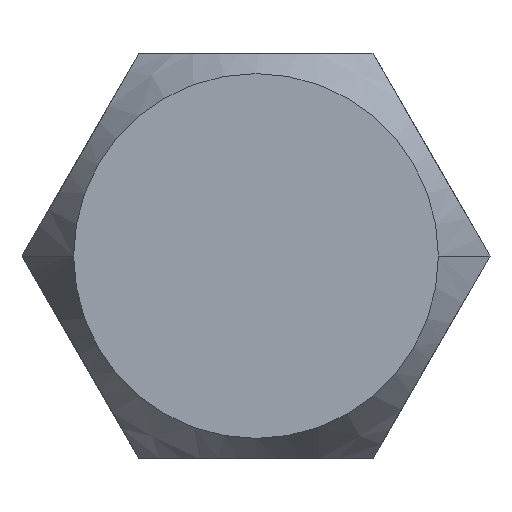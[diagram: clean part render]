
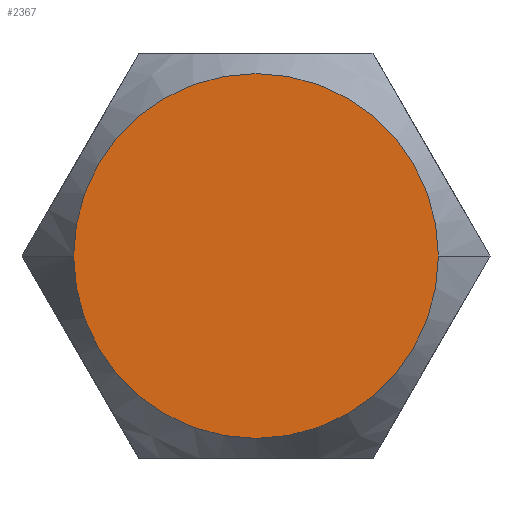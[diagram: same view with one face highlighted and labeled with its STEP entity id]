
A CAD part, front view. The second image highlights one B-rep face of the part: STEP entity #2367.
In plain terms, the highlighted planar face has unit normal (0, -1, 0).
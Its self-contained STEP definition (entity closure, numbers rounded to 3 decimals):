
#713 = FACE_OUTER_BOUND ( 'NONE', #1409, .T. ) ;
#760 = ORIENTED_EDGE ( 'NONE', *, *, #2251, .T. ) ;
#771 = CARTESIAN_POINT ( 'NONE',  ( 0., 0., 0. ) ) ;
#814 = CARTESIAN_POINT ( 'NONE',  ( 0., 0., -6.35 ) ) ;
#1081 = DIRECTION ( 'NONE',  ( 0., -1., 0. ) ) ;
#1127 = DIRECTION ( 'NONE',  ( 1., 0., 0. ) ) ;
#1164 = DIRECTION ( 'NONE',  ( 1., 0., 0. ) ) ;
#1207 = DIRECTION ( 'NONE',  ( 0., -1., 0. ) ) ;
#1371 = CARTESIAN_POINT ( 'NONE',  ( 0., 0., 0. ) ) ;
#1409 = EDGE_LOOP ( 'NONE', ( #3473, #760 ) ) ;
#1431 = DIRECTION ( 'NONE',  ( 0., -1., 0. ) ) ;
#1764 = VERTEX_POINT ( 'NONE', #2941 ) ;
#2251 = EDGE_CURVE ( 'Defeature ausgef�hrt1_28+Defeature ausgef�hrt1_29+Defeature ausgef�hrt1_29+Defeature ausgef�hrt1_29', #1764, #3318, #3750, .T. ) ;
#2349 = AXIS2_PLACEMENT_3D ( 'NONE', #1371, #1081, #2419 ) ;
#2367 = ADVANCED_FACE ( 'Defeature ausgef�hrt1_28', ( #713 ), #2549, .T. ) ;
#2419 = DIRECTION ( 'NONE',  ( 1., 0., 0. ) ) ;
#2483 = AXIS2_PLACEMENT_3D ( 'NONE', #771, #1431, #1127 ) ;
#2549 = PLANE ( 'NONE',  #4262 ) ;
#2941 = CARTESIAN_POINT ( 'NONE',  ( 2.858, 0., 0. ) ) ;
#3318 = VERTEX_POINT ( 'NONE', #3703 ) ;
#3473 = ORIENTED_EDGE ( 'NONE', *, *, #4144, .T. ) ;
#3703 = CARTESIAN_POINT ( 'NONE',  ( -2.858, 0., 0. ) ) ;
#3750 = CIRCLE ( 'NONE', #2483, 2.858 ) ;
#4118 = CIRCLE ( 'NONE', #2349, 2.858 ) ;
#4144 = EDGE_CURVE ( 'Defeature ausgef�hrt1_28+Defeature ausgef�hrt1_29+Defeature ausgef�hrt1_29+Defeature ausgef�hrt1_29', #3318, #1764, #4118, .T. ) ;
#4262 = AXIS2_PLACEMENT_3D ( 'NONE', #814, #1207, #1164 ) ;
